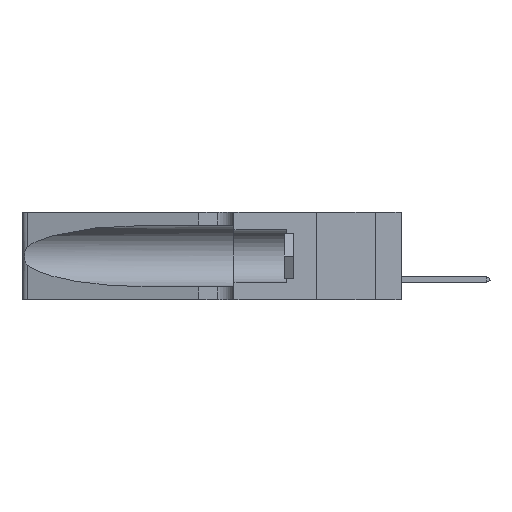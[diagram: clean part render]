
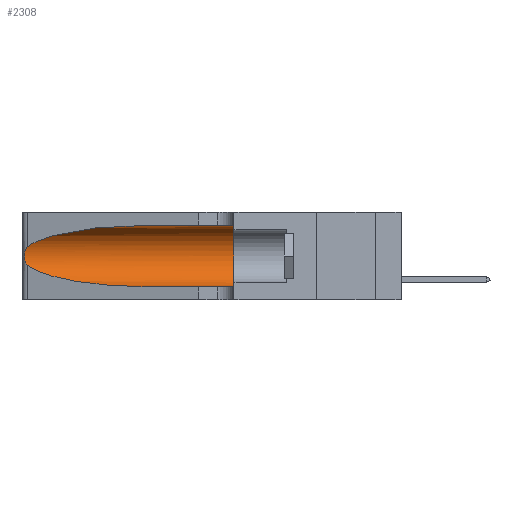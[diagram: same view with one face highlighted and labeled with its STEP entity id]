
A CAD part, left-side view. The second image highlights one B-rep face of the part: STEP entity #2308.
In plain terms, the highlighted cylindrical face has radius 3.308 mm (diameter 6.617 mm), a partial arc.
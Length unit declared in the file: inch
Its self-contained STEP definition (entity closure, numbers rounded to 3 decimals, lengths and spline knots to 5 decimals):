
#82 = EDGE_CURVE ( 'NONE', #7650, #27249, #13748, .T. ) ;
#983 = ORIENTED_EDGE ( 'NONE', *, *, #19167, .T. ) ;
#1632 = CARTESIAN_POINT ( 'NONE',  ( 0.26075, 1.23896, 0.19203 ) ) ;
#2255 = ORIENTED_EDGE ( 'NONE', *, *, #22234, .F. ) ;
#2308 = ADVANCED_FACE ( 'NONE', ( #28639 ), #24770, .F. ) ;
#3587 = VERTEX_POINT ( 'NONE', #10480 ) ;
#3797 = VERTEX_POINT ( 'NONE', #22677 ) ;
#3892 = CARTESIAN_POINT ( 'NONE',  ( 0.25789, 1.23486, 0.15765 ) ) ;
#5851 = CARTESIAN_POINT ( 'NONE',  ( 0.25555, 1.22994, 0.2215 ) ) ;
#5857 = CARTESIAN_POINT ( 'NONE',  ( 0.1305, 0.72297, 0.31525 ) ) ;
#6345 = CARTESIAN_POINT ( 'NONE',  ( 0.25555, 1.22993, 0.14849 ) ) ;
#6738 = CARTESIAN_POINT ( 'NONE',  ( 0.18966, 0.96281, 0.05475 ) ) ;
#7010 = EDGE_CURVE ( 'NONE', #3587, #27585, #13758, .T. ) ;
#7416 = ORIENTED_EDGE ( 'NONE', *, *, #82, .F. ) ;
#7650 = VERTEX_POINT ( 'NONE', #21194 ) ;
#7747 = DIRECTION ( 'NONE',  ( 0., -1., 0. ) ) ;
#8097 = CARTESIAN_POINT ( 'NONE',  ( 0.25639, 1.23186, 0.15144 ) ) ;
#8513 = EDGE_LOOP ( 'NONE', ( #27351, #983, #10848, #23514, #2255, #7416 ) ) ;
#8576 = AXIS2_PLACEMENT_3D ( 'NONE', #27505, #18209, #11671 ) ;
#10428 = EDGE_CURVE ( 'NONE', #7650, #13867, #21969, .T. ) ;
#10480 = CARTESIAN_POINT ( 'NONE',  ( 0.25487, 1.22718, 0.14631 ) ) ;
#10520 = CARTESIAN_POINT ( 'NONE',  ( 0.2373, 1.15595, 0.08982 ) ) ;
#10848 = ORIENTED_EDGE ( 'NONE', *, *, #7010, .T. ) ;
#11671 = DIRECTION ( 'NONE',  ( 0., 0., 1. ) ) ;
#12457 = CARTESIAN_POINT ( 'NONE',  ( 0.25487, 1.22718, 0.22369 ) ) ;
#13016 = DIRECTION ( 'NONE',  ( 0., -1., 0. ) ) ;
#13748 = LINE ( 'NONE', #21979, #28442 ) ;
#13758 =( BOUNDED_CURVE ( )  B_SPLINE_CURVE ( 3, ( #19808, #10520, #6738, #15533 ),
 .UNSPECIFIED., .F., .T. ) 
 B_SPLINE_CURVE_WITH_KNOTS ( ( 4, 4 ),
 ( 3.44316, 4.71239 ),
 .UNSPECIFIED. ) 
 CURVE ( )  GEOMETRIC_REPRESENTATION_ITEM ( )  RATIONAL_B_SPLINE_CURVE ( ( 1., 0.87, 0.87, 1. ) ) 
 REPRESENTATION_ITEM ( '' )  );
#13867 = VERTEX_POINT ( 'NONE', #12457 ) ;
#13934 = CARTESIAN_POINT ( 'NONE',  ( 0.1305, 0.72297, 0.05475 ) ) ;
#14502 = LINE ( 'NONE', #22982, #18711 ) ;
#14994 = DIRECTION ( 'NONE',  ( 0., 0., -1. ) ) ;
#15037 = CARTESIAN_POINT ( 'NONE',  ( 0.25854, 1.2359, 0.20912 ) ) ;
#15533 = CARTESIAN_POINT ( 'NONE',  ( 0.1305, 0.72297, 0.05475 ) ) ;
#16113 = B_SPLINE_CURVE_WITH_KNOTS ( 'NONE', 3,
 ( #19237, #5851, #28432, #21654, #15037, #21462, #1632, #23730, #17298, #19515, #3892, #8097, #6345, #17488 ),
 .UNSPECIFIED., .F., .F.,
 ( 4, 2, 2, 2, 2, 2, 4 ),
 ( 0., 0.00027, 0.00053, 0.00107, 0.0016, 0.00187, 0.00214 ),
 .UNSPECIFIED. ) ;
#17298 = CARTESIAN_POINT ( 'NONE',  ( 0.26017, 1.23833, 0.17102 ) ) ;
#17348 = CARTESIAN_POINT ( 'NONE',  ( 0.1305, 1.61858, 0.185 ) ) ;
#17488 = CARTESIAN_POINT ( 'NONE',  ( 0.25487, 1.22718, 0.14631 ) ) ;
#18209 = DIRECTION ( 'NONE',  ( 0., 1., 0. ) ) ;
#18711 = VECTOR ( 'NONE', #7747, 39.37008 ) ;
#19167 = EDGE_CURVE ( 'NONE', #13867, #3587, #16113, .T. ) ;
#19237 = CARTESIAN_POINT ( 'NONE',  ( 0.25487, 1.22718, 0.22369 ) ) ;
#19515 = CARTESIAN_POINT ( 'NONE',  ( 0.25856, 1.23593, 0.16098 ) ) ;
#19808 = CARTESIAN_POINT ( 'NONE',  ( 0.25487, 1.22718, 0.14631 ) ) ;
#21194 = CARTESIAN_POINT ( 'NONE',  ( 0.1305, 0.72297, 0.31525 ) ) ;
#21271 = CARTESIAN_POINT ( 'NONE',  ( 0.2373, 1.15595, 0.28018 ) ) ;
#21462 = CARTESIAN_POINT ( 'NONE',  ( 0.26018, 1.23835, 0.19895 ) ) ;
#21467 = CARTESIAN_POINT ( 'NONE',  ( 0.18966, 0.96281, 0.31525 ) ) ;
#21632 = CARTESIAN_POINT ( 'NONE',  ( 0.1305, 0.35, 0.31525 ) ) ;
#21654 = CARTESIAN_POINT ( 'NONE',  ( 0.25787, 1.23484, 0.2124 ) ) ;
#21969 =( BOUNDED_CURVE ( )  B_SPLINE_CURVE ( 3, ( #5857, #21467, #21271, #28045 ),
 .UNSPECIFIED., .F., .T. ) 
 B_SPLINE_CURVE_WITH_KNOTS ( ( 4, 4 ),
 ( 1.5708, 2.84003 ),
 .UNSPECIFIED. ) 
 CURVE ( )  GEOMETRIC_REPRESENTATION_ITEM ( )  RATIONAL_B_SPLINE_CURVE ( ( 1., 0.87, 0.87, 1. ) ) 
 REPRESENTATION_ITEM ( '' )  );
#21979 = CARTESIAN_POINT ( 'NONE',  ( 0.1305, 1.61858, 0.31525 ) ) ;
#22011 = CIRCLE ( 'NONE', #8576, 0.13025 ) ;
#22234 = EDGE_CURVE ( 'NONE', #27249, #3797, #22011, .T. ) ;
#22677 = CARTESIAN_POINT ( 'NONE',  ( 0.1305, 0.35, 0.05475 ) ) ;
#22982 = CARTESIAN_POINT ( 'NONE',  ( 0.1305, 1.61858, 0.05475 ) ) ;
#23290 = DIRECTION ( 'NONE',  ( 0., -1., 0. ) ) ;
#23514 = ORIENTED_EDGE ( 'NONE', *, *, #25849, .T. ) ;
#23730 = CARTESIAN_POINT ( 'NONE',  ( 0.26075, 1.23896, 0.178 ) ) ;
#24770 = CYLINDRICAL_SURFACE ( 'NONE', #25737, 0.13025 ) ;
#25737 = AXIS2_PLACEMENT_3D ( 'NONE', #17348, #23290, #14994 ) ;
#25849 = EDGE_CURVE ( 'NONE', #27585, #3797, #14502, .T. ) ;
#27249 = VERTEX_POINT ( 'NONE', #21632 ) ;
#27351 = ORIENTED_EDGE ( 'NONE', *, *, #10428, .T. ) ;
#27505 = CARTESIAN_POINT ( 'NONE',  ( 0.1305, 0.35, 0.185 ) ) ;
#27585 = VERTEX_POINT ( 'NONE', #13934 ) ;
#28045 = CARTESIAN_POINT ( 'NONE',  ( 0.25487, 1.22718, 0.22369 ) ) ;
#28432 = CARTESIAN_POINT ( 'NONE',  ( 0.25639, 1.23184, 0.21858 ) ) ;
#28442 = VECTOR ( 'NONE', #13016, 39.37008 ) ;
#28639 = FACE_OUTER_BOUND ( 'NONE', #8513, .T. ) ;
